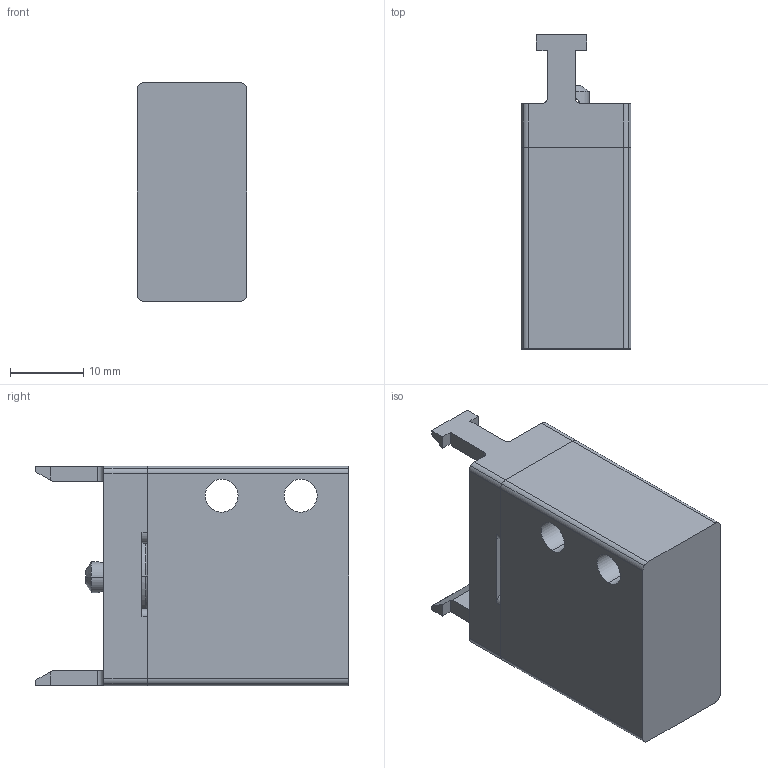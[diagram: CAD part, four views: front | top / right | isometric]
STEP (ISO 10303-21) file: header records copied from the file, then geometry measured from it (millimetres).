
FILE_DESCRIPTION((''),'2;1');
FILE_NAME('08_056_4.stp','2002-12-02T17:10:00',('Branislav Petkovic'),('AZ Pneumatica'),'AutoCAD STEP 2000i','AutoCAD 2000i','Via J. F. Kennedy, 26, 20020 Misinto (MI), ITALY');
FILE_SCHEMA(('CONFIG_CONTROL_DESIGN'));
Length unit declared in the file: millimetre
Products named in the file (8): 08_056_4; 305MAUL TELO; PART1; PIPAK 304 MB; PART1A; PLASICNI NOSAC MANJI; PART1AA; RECESSED PAN HEAD SCREW - ISO 7045 - M3 X 4 - 4.8 - Z
Assembly tree (8 placements, depth 3):
  08_056_4
    305MAUL TELO
      PART1
    PIPAK 304 MB
      PART1A
    PLASICNI NOSAC MANJI
      PART1AA
      RECESSED PAN HEAD SCREW - ISO 7045 - M3 X 4 - 4.8 - Z  x2
Bounding box: 15 x 42.9 x 30 mm (x, y, z)
Surface area: 6739.4 mm2 (no closed solid volume)
Topology: 0 solids, 5 shells, 387 faces, 955 edges, 589 vertices
Faces by surface type: cylinder 138, plane 109, cone 78, torus 52, bspline 6, sphere 4
Entity records: 12715 total; most frequent: CARTESIAN_POINT 5609, DIRECTION 1494, ORIENTED_EDGE 1448, EDGE_CURVE 724, AXIS2_PLACEMENT_3D 590, VERTEX_POINT 457, VECTOR 314, LINE 314
